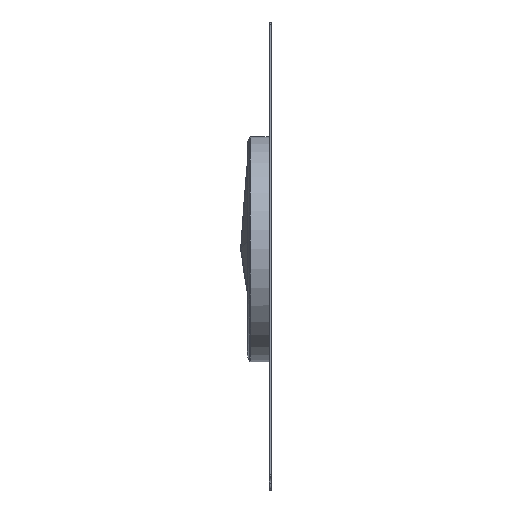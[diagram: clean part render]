
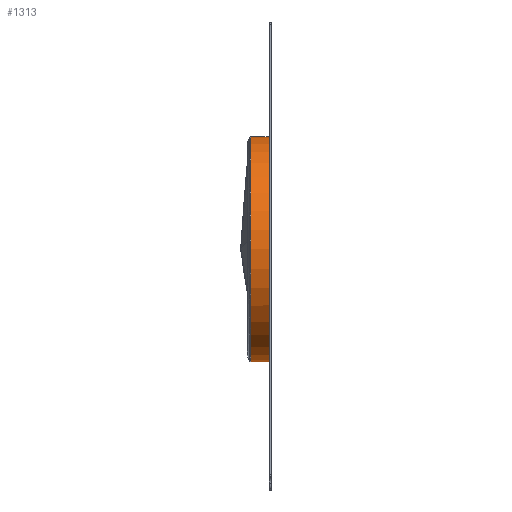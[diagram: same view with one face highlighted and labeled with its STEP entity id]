
A CAD part, front view. The second image highlights one B-rep face of the part: STEP entity #1313.
In plain terms, the highlighted cylindrical face has radius 5 mm (diameter 10 mm), a full revolution.
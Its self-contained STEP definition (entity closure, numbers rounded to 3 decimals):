
#748=FACE_BOUND('',#2122,.T.);
#749=FACE_BOUND('',#2123,.T.);
#1313=ADVANCED_FACE('',(#748,#749),#1712,.T.);
#1712=CYLINDRICAL_SURFACE('',#8495,5.);
#2122=EDGE_LOOP('',(#4338));
#2123=EDGE_LOOP('',(#4339));
#4338=ORIENTED_EDGE('',*,*,#7353,.T.);
#4339=ORIENTED_EDGE('',*,*,#7354,.F.);
#6596=VERTEX_POINT('',#10506);
#6597=VERTEX_POINT('',#10508);
#7353=EDGE_CURVE('',#6596,#6596,#8458,.T.);
#7354=EDGE_CURVE('',#6597,#6597,#8459,.T.);
#8458=CIRCLE('',#8493,5.);
#8459=CIRCLE('',#8494,5.);
#8493=AXIS2_PLACEMENT_3D('',#10505,#8799,#8800);
#8494=AXIS2_PLACEMENT_3D('',#10507,#8801,#8802);
#8495=AXIS2_PLACEMENT_3D('',#10509,#8803,#8804);
#8799=DIRECTION('',(1.,0.,0.));
#8800=DIRECTION('',(0.,-0.866,0.5));
#8801=DIRECTION('',(1.,0.,0.));
#8802=DIRECTION('',(0.,0.866,-0.5));
#8803=DIRECTION('',(1.,0.,0.));
#8804=DIRECTION('',(0.,-0.866,0.5));
#10505=CARTESIAN_POINT('',(-0.819,0.,0.));
#10506=CARTESIAN_POINT('',(-0.819,-4.33,2.5));
#10507=CARTESIAN_POINT('',(0.,0.,0.));
#10508=CARTESIAN_POINT('',(0.,4.33,-2.5));
#10509=CARTESIAN_POINT('',(-2.456,0.,0.));
